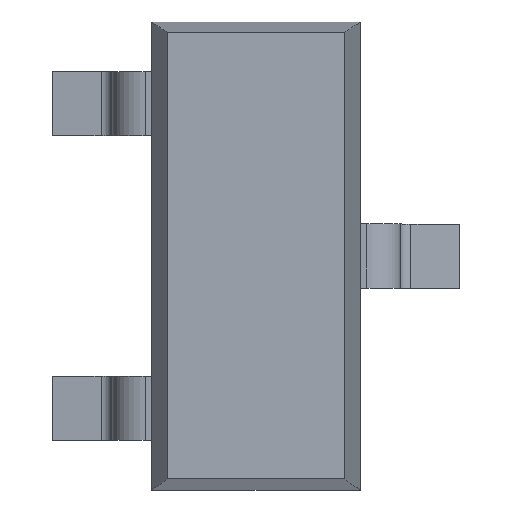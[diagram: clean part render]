
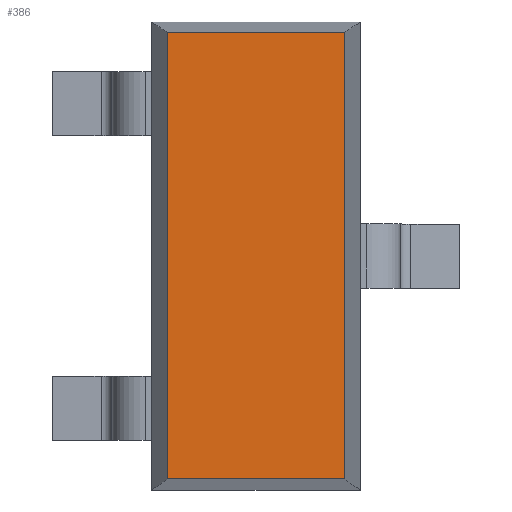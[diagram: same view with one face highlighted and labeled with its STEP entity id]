
A CAD part, top view. The second image highlights one B-rep face of the part: STEP entity #386.
In plain terms, the highlighted face is planar.
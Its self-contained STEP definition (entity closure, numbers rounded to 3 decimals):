
#28=DIRECTION('',(0.,0.,1.));
#29=VECTOR('',#28,1.106);
#30=CARTESIAN_POINT('',(-1.392,0.55,-0.553));
#31=LINE('',#30,#29);
#36=DIRECTION('',(-1.,0.,0.));
#37=VECTOR('',#36,2.785);
#38=CARTESIAN_POINT('',(1.392,0.55,-0.553));
#39=LINE('',#38,#37);
#43=DIRECTION('',(0.,0.,-1.));
#44=VECTOR('',#43,1.106);
#45=CARTESIAN_POINT('',(1.392,0.55,0.553));
#46=LINE('',#45,#44);
#50=DIRECTION('',(1.,0.,0.));
#51=VECTOR('',#50,2.785);
#52=CARTESIAN_POINT('',(-1.392,0.55,0.553));
#53=LINE('',#52,#51);
#323=CARTESIAN_POINT('',(-1.392,0.55,-0.553));
#324=CARTESIAN_POINT('',(-1.392,0.55,0.553));
#325=VERTEX_POINT('',#323);
#326=VERTEX_POINT('',#324);
#327=CARTESIAN_POINT('',(1.392,0.55,0.553));
#328=VERTEX_POINT('',#327);
#329=CARTESIAN_POINT('',(1.392,0.55,-0.553));
#330=VERTEX_POINT('',#329);
#371=CARTESIAN_POINT('',(0.,0.55,0.));
#372=DIRECTION('',(0.,1.,0.));
#373=DIRECTION('',(1.,0.,0.));
#374=AXIS2_PLACEMENT_3D('',#371,#372,#373);
#375=PLANE('',#374);
#377=ORIENTED_EDGE('',*,*,#376,.F.);
#379=ORIENTED_EDGE('',*,*,#378,.F.);
#381=ORIENTED_EDGE('',*,*,#380,.F.);
#383=ORIENTED_EDGE('',*,*,#382,.F.);
#384=EDGE_LOOP('',(#377,#379,#381,#383));
#385=FACE_OUTER_BOUND('',#384,.F.);
#376=EDGE_CURVE('',#325,#326,#31,.T.);
#378=EDGE_CURVE('',#330,#325,#39,.T.);
#380=EDGE_CURVE('',#328,#330,#46,.T.);
#382=EDGE_CURVE('',#326,#328,#53,.T.);
#386=ADVANCED_FACE('',(#385),#375,.T.);
